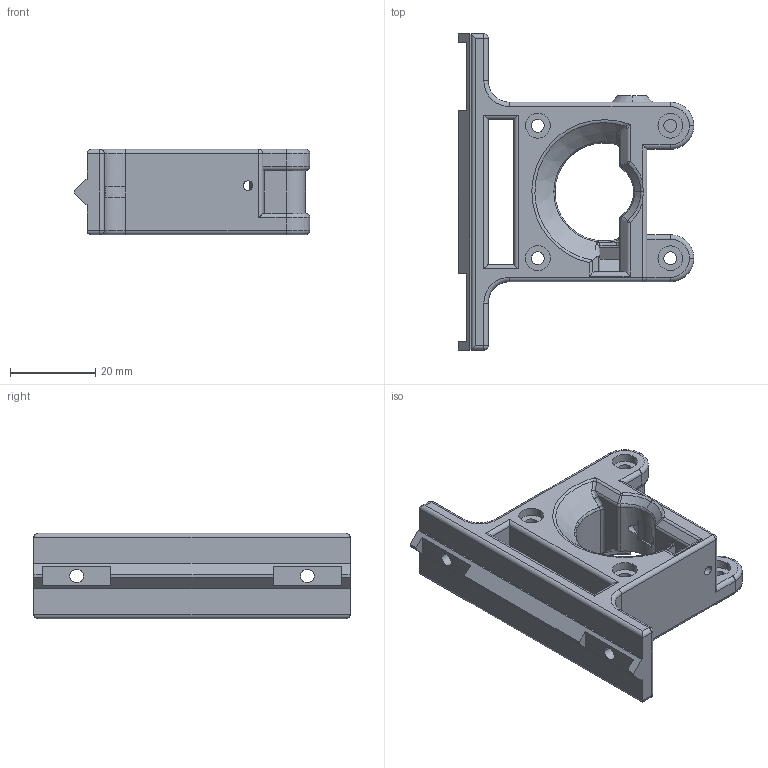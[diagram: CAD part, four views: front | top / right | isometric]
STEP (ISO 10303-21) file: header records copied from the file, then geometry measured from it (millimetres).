
FILE_DESCRIPTION (( 'STEP AP203' ), '1' );
FILE_NAME ('extruder_dd_body.step', '2016-03-08T04:32:28', ( '' ), ( '' ), 'SwSTEP 2.0', 'SolidWorks 2015', '' );
FILE_SCHEMA (( 'CONFIG_CONTROL_DESIGN' ));
Length unit declared in the file: millimetre
Products named in the file (1): extruder_dd_body
Bounding box: 55.15 x 74 x 20 mm (x, y, z)
Volume: 26982.7 mm3; surface area: 13434.4 mm2
Topology: 1 solids, 5 shells, 282 faces, 721 edges, 442 vertices
Faces by surface type: cylinder 116, plane 102, torus 22, bspline 22, cone 11, sphere 9
Entity records: 9363 total; most frequent: CARTESIAN_POINT 2601, ORIENTED_EDGE 1428, DIRECTION 1377, EDGE_CURVE 714, AXIS2_PLACEMENT_3D 512, VERTEX_POINT 442, LINE 353, VECTOR 353
